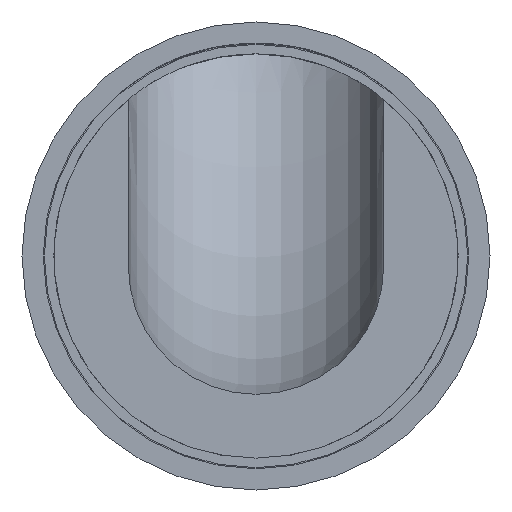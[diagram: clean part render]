
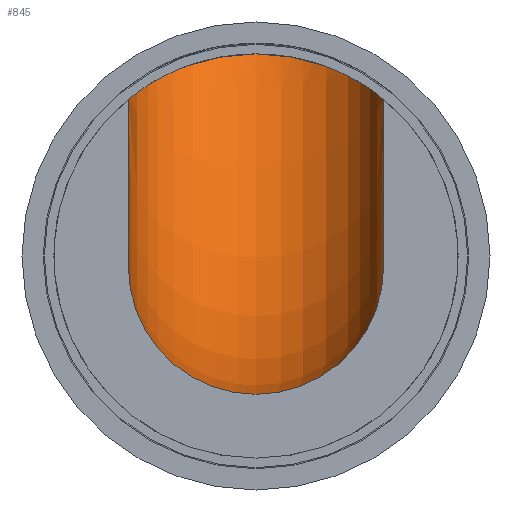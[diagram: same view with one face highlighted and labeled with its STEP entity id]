
A CAD part, front view. The second image highlights one B-rep face of the part: STEP entity #845.
In plain terms, the highlighted toroidal (fillet/blend) face has major radius 2.4 mm and minor radius 0.6 mm.
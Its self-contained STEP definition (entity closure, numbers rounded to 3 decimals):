
#1 = EDGE_CURVE ( 'Defeature ausgef�hrt1_2+Defeature ausgef�hrt1_0+Defeature ausgef�hrt1_11+Defeature ausgef�hrt1_10', #3073, #2406, #2779, .T. ) ;
#70 = CARTESIAN_POINT ( 'NONE',  ( -0.411, -45.278, 0.858 ) ) ;
#126 = EDGE_CURVE ( 'Defeature ausgef�hrt1_0+Defeature ausgef�hrt1_11+Defeature ausgef�hrt1_2+Defeature ausgef�hrt1_12', #1436, #486, #408, .T. ) ;
#128 = CARTESIAN_POINT ( 'NONE',  ( 0.411, -45.279, 0.858 ) ) ;
#181 = CARTESIAN_POINT ( 'NONE',  ( 0.506, -45.446, 0.806 ) ) ;
#280 = CARTESIAN_POINT ( 'NONE',  ( 0., -45.047, 0.95 ) ) ;
#317 = CARTESIAN_POINT ( 'NONE',  ( -0.54, -45.536, 0.782 ) ) ;
#320 = CARTESIAN_POINT ( 'NONE',  ( 0.6, -47.7, -0.05 ) ) ;
#400 = AXIS2_PLACEMENT_3D ( 'NONE', #1379, #2235, #609 ) ;
#404 = AXIS2_PLACEMENT_3D ( 'NONE', #1009, #719, #726 ) ;
#408 = CIRCLE ( 'NONE', #2804, 2.4 ) ;
#467 = CIRCLE ( 'NONE', #2271, 2.4 ) ;
#486 = VERTEX_POINT ( 'NONE', #655 ) ;
#608 = DIRECTION ( 'NONE',  ( 0., -1., 0. ) ) ;
#609 = DIRECTION ( 'NONE',  ( 0., 0., 1. ) ) ;
#655 = CARTESIAN_POINT ( 'NONE',  ( -0.6, -47.7, -0.05 ) ) ;
#692 = CARTESIAN_POINT ( 'NONE',  ( 0.099, -45.047, 0.95 ) ) ;
#710 = CARTESIAN_POINT ( 'NONE',  ( 0.6, -45.824, 0.737 ) ) ;
#719 = DIRECTION ( 'NONE',  ( 0., -1., 0. ) ) ;
#726 = DIRECTION ( 'NONE',  ( 0., 0., -1. ) ) ;
#845 = ADVANCED_FACE ( 'Defeature ausgef�hrt1_0', ( #2470 ), #3035, .F. ) ;
#885 = CARTESIAN_POINT ( 'NONE',  ( -0.587, -45.725, 0.748 ) ) ;
#920 = CIRCLE ( 'NONE', #404, 0.6 ) ;
#991 = ORIENTED_EDGE ( 'NONE', *, *, #1, .F. ) ;
#1009 = CARTESIAN_POINT ( 'NONE',  ( 0., -47.7, -0.05 ) ) ;
#1168 = CARTESIAN_POINT ( 'NONE',  ( -0.197, -45.085, 0.933 ) ) ;
#1227 = AXIS2_PLACEMENT_3D ( 'NONE', #1691, #608, #2497 ) ;
#1339 = B_SPLINE_CURVE_WITH_KNOTS ( 'NONE', 3,
 ( #2570, #1710, #885, #317, #3345, #70, #1671, #1168, #3356, #2225 ),
 .UNSPECIFIED., .F., .F.,
 ( 4, 2, 2, 2, 4 ),
 ( 0., 0.001, 0.001, 0.001, 0.001 ),
 .UNSPECIFIED. ) ;
#1360 = ORIENTED_EDGE ( 'NONE', *, *, #1532, .T. ) ;
#1379 = CARTESIAN_POINT ( 'NONE',  ( 0., -47.7, 2.35 ) ) ;
#1436 = VERTEX_POINT ( 'NONE', #1946 ) ;
#1457 = EDGE_CURVE ( 'Defeature ausgef�hrt1_10+Defeature ausgef�hrt1_0+Defeature ausgef�hrt1_2+Defeature ausgef�hrt1_12', #2406, #2980, #467, .T. ) ;
#1479 = DIRECTION ( 'NONE',  ( -1., 0., 0. ) ) ;
#1532 = EDGE_CURVE ( 'Defeature ausgef�hrt1_0+Defeature ausgef�hrt1_12+Defeature ausgef�hrt1_11+Defeature ausgef�hrt1_10', #486, #2888, #3173, .T. ) ;
#1671 = CARTESIAN_POINT ( 'NONE',  ( -0.35, -45.202, 0.887 ) ) ;
#1691 = CARTESIAN_POINT ( 'NONE',  ( 0., -47.7, -0.05 ) ) ;
#1705 = DIRECTION ( 'NONE',  ( 0., 0., 1. ) ) ;
#1710 = CARTESIAN_POINT ( 'NONE',  ( -0.6, -45.824, 0.737 ) ) ;
#1805 = CARTESIAN_POINT ( 'NONE',  ( 0.197, -45.086, 0.933 ) ) ;
#1831 = CARTESIAN_POINT ( 'NONE',  ( 0.351, -45.202, 0.887 ) ) ;
#1946 = CARTESIAN_POINT ( 'NONE',  ( -0.6, -45.923, 0.737 ) ) ;
#1995 = EDGE_CURVE ( 'Defeature ausgef�hrt1_0+Defeature ausgef�hrt1_12+Defeature ausgef�hrt1_11+Defeature ausgef�hrt1_10', #2888, #2980, #920, .T. ) ;
#2043 = EDGE_CURVE ( 'Defeature ausgef�hrt1_2+Defeature ausgef�hrt1_0+Defeature ausgef�hrt1_11+Defeature ausgef�hrt1_10', #1436, #3073, #1339, .T. ) ;
#2076 = CARTESIAN_POINT ( 'NONE',  ( 0.6, -45.923, 0.737 ) ) ;
#2101 = CARTESIAN_POINT ( 'NONE',  ( 0.54, -45.536, 0.782 ) ) ;
#2111 = CARTESIAN_POINT ( 'NONE',  ( 0.6, -45.923, 0.737 ) ) ;
#2155 = EDGE_LOOP ( 'NONE', ( #1360, #3226, #2547, #991, #3422, #3539 ) ) ;
#2208 = DIRECTION ( 'NONE',  ( -1., 0., 0. ) ) ;
#2225 = CARTESIAN_POINT ( 'NONE',  ( 0., -45.047, 0.95 ) ) ;
#2235 = DIRECTION ( 'NONE',  ( -1., 0., 0. ) ) ;
#2271 = AXIS2_PLACEMENT_3D ( 'NONE', #3050, #2208, #1705 ) ;
#2329 = CARTESIAN_POINT ( 'NONE',  ( -0.6, -47.7, 2.35 ) ) ;
#2406 = VERTEX_POINT ( 'NONE', #2111 ) ;
#2470 = FACE_OUTER_BOUND ( 'NONE', #2155, .T. ) ;
#2497 = DIRECTION ( 'NONE',  ( 0., 0., -1. ) ) ;
#2547 = ORIENTED_EDGE ( 'NONE', *, *, #1457, .F. ) ;
#2570 = CARTESIAN_POINT ( 'NONE',  ( -0.6, -45.923, 0.737 ) ) ;
#2609 = DIRECTION ( 'NONE',  ( 0., 0., 1. ) ) ;
#2624 = CARTESIAN_POINT ( 'NONE',  ( 0.587, -45.725, 0.748 ) ) ;
#2779 = B_SPLINE_CURVE_WITH_KNOTS ( 'NONE', 3,
 ( #3498, #692, #1805, #1831, #128, #181, #2101, #2624, #710, #2076 ),
 .UNSPECIFIED., .F., .F.,
 ( 4, 2, 2, 2, 4 ),
 ( 0.001, 0.002, 0.002, 0.002, 0.003 ),
 .UNSPECIFIED. ) ;
#2804 = AXIS2_PLACEMENT_3D ( 'NONE', #2329, #1479, #2609 ) ;
#2888 = VERTEX_POINT ( 'NONE', #3507 ) ;
#2980 = VERTEX_POINT ( 'NONE', #320 ) ;
#3035 = TOROIDAL_SURFACE ( 'NONE', #400, 2.4, 0.6 ) ;
#3050 = CARTESIAN_POINT ( 'NONE',  ( 0.6, -47.7, 2.35 ) ) ;
#3073 = VERTEX_POINT ( 'NONE', #280 ) ;
#3173 = CIRCLE ( 'NONE', #1227, 0.6 ) ;
#3226 = ORIENTED_EDGE ( 'NONE', *, *, #1995, .T. ) ;
#3345 = CARTESIAN_POINT ( 'NONE',  ( -0.505, -45.445, 0.806 ) ) ;
#3356 = CARTESIAN_POINT ( 'NONE',  ( -0.099, -45.047, 0.95 ) ) ;
#3422 = ORIENTED_EDGE ( 'NONE', *, *, #2043, .F. ) ;
#3498 = CARTESIAN_POINT ( 'NONE',  ( 0., -45.047, 0.95 ) ) ;
#3507 = CARTESIAN_POINT ( 'NONE',  ( 0., -47.7, -0.65 ) ) ;
#3539 = ORIENTED_EDGE ( 'NONE', *, *, #126, .T. ) ;
